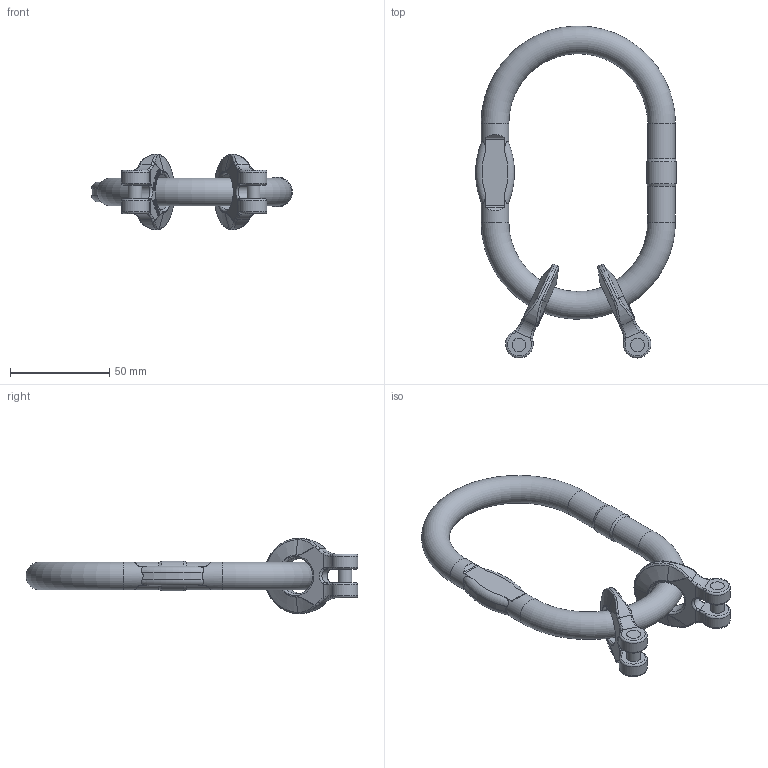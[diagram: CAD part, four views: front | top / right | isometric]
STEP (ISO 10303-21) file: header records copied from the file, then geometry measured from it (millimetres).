
FILE_DESCRIPTION(/* description */ (''),/* implementation_level */ '2;1');
FILE_NAME(/* name */ 'pewag_KMGW_2-6',/* time_stamp */ '2010-03-02T09:50:40+01:00',/* author */ (''),/* organization */ (''),/* preprocessor_version */ 'ST-DEVELOPER v9',/* originating_system */ 'UGS - NX 4.0',/* authorisation */ '');
FILE_SCHEMA (('AUTOMOTIVE_DESIGN { 1 0 10303 214 1 1 1 1 }'));
Length unit declared in the file: millimetre
Products named in the file (1): rit707Bn4gp
Bounding box: 101.29 x 167.51 x 38 mm (x, y, z)
Volume: 72960.2 mm3; surface area: 25383.5 mm2
Topology: 5 solids, 5 shells, 571 faces, 1501 edges, 972 vertices
Faces by surface type: plane 210, extrusion 202, bspline 64, torus 54, cylinder 39, cone 2
Full cylindrical faces by diameter (mm): 7 x6, 14 x4, 15.05 x1, 18 x2
Entity records: 20947 total; most frequent: CARTESIAN_POINT 8420, ORIENTED_EDGE 2952, DIRECTION 1760, EDGE_CURVE 1476, VERTEX_POINT 968, B_SPLINE_CURVE_WITH_KNOTS 928, VECTOR 756, EDGE_LOOP 638
